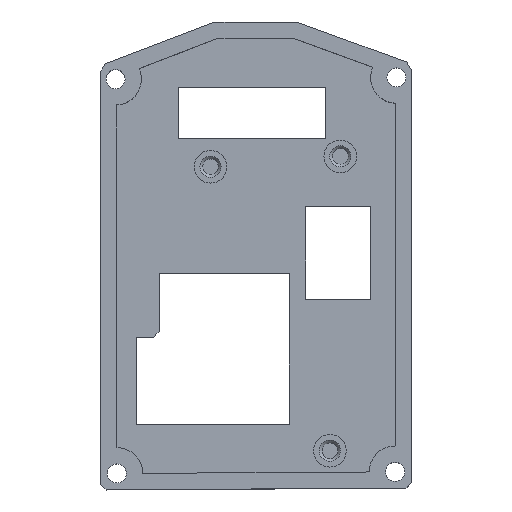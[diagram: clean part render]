
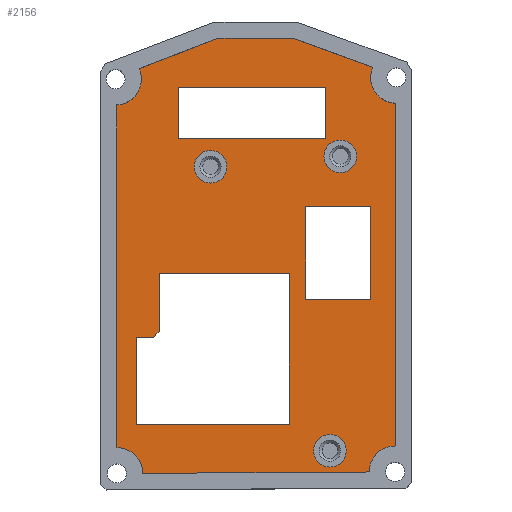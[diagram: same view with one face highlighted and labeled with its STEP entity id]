
A CAD part, top view. The second image highlights one B-rep face of the part: STEP entity #2156.
In plain terms, the highlighted planar face has unit normal (0, 0, 1).
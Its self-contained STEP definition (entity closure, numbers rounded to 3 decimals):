
#56=FACE_BOUND('',#411,.T.);
#57=FACE_BOUND('',#412,.T.);
#58=FACE_BOUND('',#413,.T.);
#59=FACE_BOUND('',#414,.T.);
#60=FACE_BOUND('',#415,.T.);
#61=FACE_BOUND('',#416,.T.);
#147=PLANE('',#2331);
#259=FACE_OUTER_BOUND('',#410,.T.);
#410=EDGE_LOOP('',(#1985,#1986,#1987,#1988,#1989,#1990,#1991,#1992,#1993,
#1994));
#411=EDGE_LOOP('',(#1995,#1996,#1997,#1998,#1999,#2000,#2001));
#412=EDGE_LOOP('',(#2002));
#413=EDGE_LOOP('',(#2003));
#414=EDGE_LOOP('',(#2004));
#415=EDGE_LOOP('',(#2005,#2006,#2007,#2008));
#416=EDGE_LOOP('',(#2009,#2010,#2011,#2012));
#425=LINE('',#2925,#667);
#445=LINE('',#2965,#687);
#447=LINE('',#2969,#689);
#622=LINE('',#3407,#864);
#624=LINE('',#3411,#866);
#627=LINE('',#3416,#869);
#630=LINE('',#3424,#872);
#632=LINE('',#3431,#874);
#635=LINE('',#3439,#877);
#638=LINE('',#3447,#880);
#640=LINE('',#3451,#882);
#642=LINE('',#3455,#884);
#644=LINE('',#3458,#886);
#646=LINE('',#3463,#888);
#648=LINE('',#3467,#890);
#650=LINE('',#3471,#892);
#652=LINE('',#3474,#894);
#654=LINE('',#3479,#896);
#656=LINE('',#3482,#898);
#657=LINE('',#3485,#899);
#659=LINE('',#3488,#901);
#667=VECTOR('',#2352,10.);
#687=VECTOR('',#2376,10.);
#689=VECTOR('',#2380,10.);
#864=VECTOR('',#2795,10.);
#866=VECTOR('',#2799,10.);
#869=VECTOR('',#2804,10.);
#872=VECTOR('',#2813,10.);
#874=VECTOR('',#2821,10.);
#877=VECTOR('',#2830,10.);
#880=VECTOR('',#2839,10.);
#882=VECTOR('',#2843,10.);
#884=VECTOR('',#2847,10.);
#886=VECTOR('',#2851,10.);
#888=VECTOR('',#2855,10.);
#890=VECTOR('',#2859,10.);
#892=VECTOR('',#2863,10.);
#894=VECTOR('',#2867,10.);
#896=VECTOR('',#2871,10.);
#898=VECTOR('',#2875,10.);
#899=VECTOR('',#2878,10.);
#901=VECTOR('',#2882,10.);
#947=CIRCLE('',#2305,4.75);
#948=CIRCLE('',#2308,4.75);
#949=CIRCLE('',#2311,4.75);
#950=CIRCLE('',#2314,4.75);
#951=CIRCLE('',#2328,3.);
#952=CIRCLE('',#2330,3.);
#953=CIRCLE('',#2332,3.);
#960=VERTEX_POINT('',#2922);
#961=VERTEX_POINT('',#2924);
#979=VERTEX_POINT('',#2964);
#980=VERTEX_POINT('',#2968);
#1122=VERTEX_POINT('',#3404);
#1123=VERTEX_POINT('',#3406);
#1124=VERTEX_POINT('',#3410);
#1125=VERTEX_POINT('',#3414);
#1126=VERTEX_POINT('',#3418);
#1127=VERTEX_POINT('',#3422);
#1128=VERTEX_POINT('',#3426);
#1129=VERTEX_POINT('',#3430);
#1130=VERTEX_POINT('',#3434);
#1131=VERTEX_POINT('',#3438);
#1132=VERTEX_POINT('',#3444);
#1133=VERTEX_POINT('',#3446);
#1134=VERTEX_POINT('',#3450);
#1135=VERTEX_POINT('',#3454);
#1136=VERTEX_POINT('',#3460);
#1137=VERTEX_POINT('',#3462);
#1138=VERTEX_POINT('',#3466);
#1139=VERTEX_POINT('',#3470);
#1140=VERTEX_POINT('',#3476);
#1141=VERTEX_POINT('',#3478);
#1142=VERTEX_POINT('',#3484);
#1143=VERTEX_POINT('',#3490);
#1144=VERTEX_POINT('',#3494);
#1145=VERTEX_POINT('',#3498);
#1153=EDGE_CURVE('',#960,#961,#425,.T.);
#1173=EDGE_CURVE('',#979,#961,#445,.T.);
#1175=EDGE_CURVE('',#980,#979,#447,.T.);
#1389=EDGE_CURVE('',#1122,#1123,#622,.F.);
#1391=EDGE_CURVE('',#1123,#1124,#624,.F.);
#1394=EDGE_CURVE('',#1124,#1125,#627,.F.);
#1396=EDGE_CURVE('',#1125,#1126,#947,.T.);
#1398=EDGE_CURVE('',#1126,#1127,#630,.F.);
#1400=EDGE_CURVE('',#1127,#1128,#948,.T.);
#1401=EDGE_CURVE('',#1128,#1129,#632,.F.);
#1404=EDGE_CURVE('',#1129,#1130,#949,.T.);
#1405=EDGE_CURVE('',#1130,#1131,#635,.F.);
#1407=EDGE_CURVE('',#1131,#1122,#950,.T.);
#1409=EDGE_CURVE('',#1133,#1132,#638,.T.);
#1411=EDGE_CURVE('',#1134,#1133,#640,.T.);
#1413=EDGE_CURVE('',#1135,#1134,#642,.T.);
#1415=EDGE_CURVE('',#1132,#1135,#644,.T.);
#1417=EDGE_CURVE('',#1137,#1136,#646,.T.);
#1419=EDGE_CURVE('',#1138,#1137,#648,.T.);
#1421=EDGE_CURVE('',#1139,#1138,#650,.T.);
#1423=EDGE_CURVE('',#1136,#1139,#652,.T.);
#1425=EDGE_CURVE('',#1141,#1140,#654,.T.);
#1427=EDGE_CURVE('',#960,#1141,#656,.T.);
#1428=EDGE_CURVE('',#1142,#980,#657,.T.);
#1430=EDGE_CURVE('',#1140,#1142,#659,.T.);
#1432=EDGE_CURVE('',#1143,#1143,#951,.T.);
#1434=EDGE_CURVE('',#1144,#1144,#952,.T.);
#1435=EDGE_CURVE('',#1145,#1145,#953,.T.);
#1985=ORIENTED_EDGE('',*,*,#1407,.F.);
#1986=ORIENTED_EDGE('',*,*,#1405,.F.);
#1987=ORIENTED_EDGE('',*,*,#1404,.F.);
#1988=ORIENTED_EDGE('',*,*,#1401,.F.);
#1989=ORIENTED_EDGE('',*,*,#1400,.F.);
#1990=ORIENTED_EDGE('',*,*,#1398,.F.);
#1991=ORIENTED_EDGE('',*,*,#1396,.F.);
#1992=ORIENTED_EDGE('',*,*,#1394,.F.);
#1993=ORIENTED_EDGE('',*,*,#1391,.F.);
#1994=ORIENTED_EDGE('',*,*,#1389,.F.);
#1995=ORIENTED_EDGE('',*,*,#1153,.F.);
#1996=ORIENTED_EDGE('',*,*,#1427,.T.);
#1997=ORIENTED_EDGE('',*,*,#1425,.T.);
#1998=ORIENTED_EDGE('',*,*,#1430,.T.);
#1999=ORIENTED_EDGE('',*,*,#1428,.T.);
#2000=ORIENTED_EDGE('',*,*,#1175,.T.);
#2001=ORIENTED_EDGE('',*,*,#1173,.T.);
#2002=ORIENTED_EDGE('',*,*,#1434,.T.);
#2003=ORIENTED_EDGE('',*,*,#1432,.T.);
#2004=ORIENTED_EDGE('',*,*,#1435,.T.);
#2005=ORIENTED_EDGE('',*,*,#1423,.T.);
#2006=ORIENTED_EDGE('',*,*,#1421,.T.);
#2007=ORIENTED_EDGE('',*,*,#1419,.T.);
#2008=ORIENTED_EDGE('',*,*,#1417,.T.);
#2009=ORIENTED_EDGE('',*,*,#1415,.T.);
#2010=ORIENTED_EDGE('',*,*,#1413,.T.);
#2011=ORIENTED_EDGE('',*,*,#1411,.T.);
#2012=ORIENTED_EDGE('',*,*,#1409,.T.);
#2156=ADVANCED_FACE('',(#259,#56,#57,#58,#59,#60,#61),#147,.F.);
#2305=AXIS2_PLACEMENT_3D('',#3420,#2808,#2809);
#2308=AXIS2_PLACEMENT_3D('',#3428,#2817,#2818);
#2311=AXIS2_PLACEMENT_3D('',#3436,#2826,#2827);
#2314=AXIS2_PLACEMENT_3D('',#3442,#2834,#2835);
#2328=AXIS2_PLACEMENT_3D('',#3492,#2886,#2887);
#2330=AXIS2_PLACEMENT_3D('',#3496,#2891,#2892);
#2331=AXIS2_PLACEMENT_3D('',#3497,#2893,#2894);
#2332=AXIS2_PLACEMENT_3D('',#3499,#2895,#2896);
#2352=DIRECTION('',(-0.707,-0.707,0.));
#2376=DIRECTION('',(1.,0.,0.));
#2380=DIRECTION('',(0.,1.,0.));
#2795=DIRECTION('',(-0.934,-0.357,0.));
#2799=DIRECTION('',(-1.,0.,0.));
#2804=DIRECTION('',(-0.94,0.342,0.));
#2808=DIRECTION('center_axis',(0.,0.,1.));
#2809=DIRECTION('ref_axis',(-1.,0.,0.));
#2813=DIRECTION('',(0.,1.,0.));
#2817=DIRECTION('center_axis',(0.,0.,1.));
#2818=DIRECTION('ref_axis',(-1.,0.,0.));
#2821=DIRECTION('',(1.,0.006,0.));
#2826=DIRECTION('center_axis',(0.,0.,1.));
#2827=DIRECTION('ref_axis',(-1.,0.,0.));
#2830=DIRECTION('',(0.,-1.,0.));
#2834=DIRECTION('center_axis',(0.,0.,1.));
#2835=DIRECTION('ref_axis',(-1.,0.,0.));
#2839=DIRECTION('',(0.,1.,0.));
#2843=DIRECTION('',(-1.,0.,0.));
#2847=DIRECTION('',(0.,-1.,0.));
#2851=DIRECTION('',(1.,0.,0.));
#2855=DIRECTION('',(0.,1.,0.));
#2859=DIRECTION('',(-1.,0.,0.));
#2863=DIRECTION('',(0.,-1.,0.));
#2867=DIRECTION('',(1.,0.,0.));
#2871=DIRECTION('',(1.,0.,0.));
#2875=DIRECTION('',(0.,1.,0.));
#2878=DIRECTION('',(-1.,0.,0.));
#2882=DIRECTION('',(0.,-1.,0.));
#2886=DIRECTION('center_axis',(0.,0.,-1.));
#2887=DIRECTION('ref_axis',(-1.,0.,0.));
#2891=DIRECTION('center_axis',(0.,0.,-1.));
#2892=DIRECTION('ref_axis',(-1.,0.,0.));
#2893=DIRECTION('center_axis',(0.,0.,-1.));
#2894=DIRECTION('ref_axis',(-1.,0.,0.));
#2895=DIRECTION('center_axis',(0.,0.,-1.));
#2896=DIRECTION('ref_axis',(-1.,0.,0.));
#2922=CARTESIAN_POINT('',(-18.94,-7.999,16.));
#2924=CARTESIAN_POINT('',(-19.94,-8.999,16.));
#2925=CARTESIAN_POINT('',(-11.259,-0.317,16.));
#2964=CARTESIAN_POINT('',(-23.171,-8.999,16.));
#2965=CARTESIAN_POINT('',(-12.149,-8.999,16.));
#2968=CARTESIAN_POINT('',(-23.171,-25.,16.));
#2969=CARTESIAN_POINT('',(-23.171,-9.543,16.));
#3404=CARTESIAN_POINT('',(-22.627,40.391,16.));
#3406=CARTESIAN_POINT('',(-8.125,45.928,16.));
#3407=CARTESIAN_POINT('',(-11.481,44.647,16.));
#3410=CARTESIAN_POINT('',(5.792,45.928,16.));
#3411=CARTESIAN_POINT('',(2.597,45.928,16.));
#3414=CARTESIAN_POINT('',(20.341,40.632,16.));
#3416=CARTESIAN_POINT('',(19.479,40.946,16.));
#3418=CARTESIAN_POINT('',(24.443,33.986,16.));
#3420=CARTESIAN_POINT('Origin',(24.693,38.729,16.));
#3422=CARTESIAN_POINT('',(24.443,-29.028,16.));
#3424=CARTESIAN_POINT('',(24.443,-15.423,16.));
#3426=CARTESIAN_POINT('',(19.693,-33.806,16.));
#3428=CARTESIAN_POINT('Origin',(24.443,-33.778,16.));
#3430=CARTESIAN_POINT('',(-21.949,-34.052,16.));
#3431=CARTESIAN_POINT('',(-15.304,-34.013,16.));
#3434=CARTESIAN_POINT('',(-26.699,-29.331,16.));
#3436=CARTESIAN_POINT('Origin',(-26.699,-34.081,16.));
#3438=CARTESIAN_POINT('',(-26.699,33.676,16.));
#3439=CARTESIAN_POINT('',(-26.699,23.408,16.));
#3442=CARTESIAN_POINT('Origin',(-26.949,38.419,16.));
#3444=CARTESIAN_POINT('',(-15.376,36.919,16.));
#3446=CARTESIAN_POINT('',(-15.376,27.475,16.));
#3447=CARTESIAN_POINT('',(-15.376,16.695,16.));
#3450=CARTESIAN_POINT('',(11.698,27.475,16.));
#3451=CARTESIAN_POINT('',(5.285,27.475,16.));
#3454=CARTESIAN_POINT('',(11.698,36.919,16.));
#3455=CARTESIAN_POINT('',(11.698,21.417,16.));
#3458=CARTESIAN_POINT('',(-8.252,36.919,16.));
#3460=CARTESIAN_POINT('',(7.995,15.,16.));
#3462=CARTESIAN_POINT('',(7.995,-2.027,16.));
#3463=CARTESIAN_POINT('',(7.995,1.944,16.));
#3466=CARTESIAN_POINT('',(20.,-2.027,16.));
#3467=CARTESIAN_POINT('',(9.436,-2.027,16.));
#3470=CARTESIAN_POINT('',(20.,15.,16.));
#3471=CARTESIAN_POINT('',(20.,10.457,16.));
#3474=CARTESIAN_POINT('',(3.433,15.,16.));
#3476=CARTESIAN_POINT('',(5.,2.673,16.));
#3478=CARTESIAN_POINT('',(-18.94,2.673,16.));
#3479=CARTESIAN_POINT('',(-10.034,2.673,16.));
#3482=CARTESIAN_POINT('',(-18.94,-9.543,16.));
#3484=CARTESIAN_POINT('',(5.,-25.,16.));
#3485=CARTESIAN_POINT('',(-10.034,-25.,16.));
#3488=CARTESIAN_POINT('',(5.,4.294,16.));
#3490=CARTESIAN_POINT('',(-6.485,22.328,16.));
#3492=CARTESIAN_POINT('Origin',(-9.485,22.328,16.));
#3494=CARTESIAN_POINT('',(17.373,24.236,16.));
#3496=CARTESIAN_POINT('Origin',(14.373,24.236,16.));
#3497=CARTESIAN_POINT('Origin',(-1.128,5.915,16.));
#3498=CARTESIAN_POINT('',(15.465,-29.888,16.));
#3499=CARTESIAN_POINT('Origin',(12.465,-29.888,16.));
